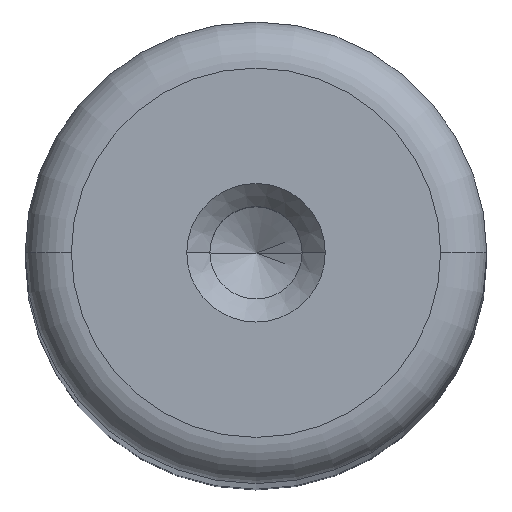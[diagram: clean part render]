
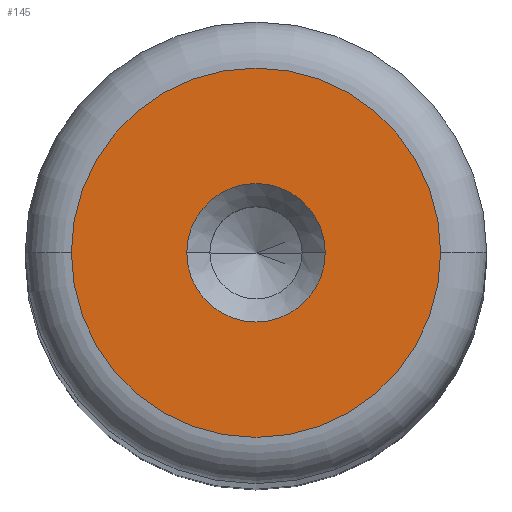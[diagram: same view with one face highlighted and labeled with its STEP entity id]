
A CAD part, top view. The second image highlights one B-rep face of the part: STEP entity #145.
In plain terms, the highlighted planar face has unit normal (0, 0, 1).
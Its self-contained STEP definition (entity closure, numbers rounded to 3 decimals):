
#20 = CIRCLE ( 'NONE', #328, 1.5 ) ;
#47 = DIRECTION ( 'NONE',  ( 1., 0., 0. ) ) ;
#50 = CIRCLE ( 'NONE', #1237, 4. ) ;
#107 = EDGE_CURVE ( 'NONE', #167, #1516, #1533, .T. ) ;
#131 = AXIS2_PLACEMENT_3D ( 'NONE', #1200, #1291, #1089 ) ;
#142 = EDGE_LOOP ( 'NONE', ( #776, #1310 ) ) ;
#145 = ADVANCED_FACE ( 'NONE', ( #886, #490 ), #1094, .T. ) ;
#167 = VERTEX_POINT ( 'NONE', #837 ) ;
#252 = DIRECTION ( 'NONE',  ( 0., 0., 1. ) ) ;
#278 = CARTESIAN_POINT ( 'NONE',  ( 4., 0., 80. ) ) ;
#323 = CARTESIAN_POINT ( 'NONE',  ( 0., 0., 80. ) ) ;
#328 = AXIS2_PLACEMENT_3D ( 'NONE', #323, #1159, #451 ) ;
#335 = VERTEX_POINT ( 'NONE', #863 ) ;
#351 = CARTESIAN_POINT ( 'NONE',  ( 0., 0., 80. ) ) ;
#367 = VERTEX_POINT ( 'NONE', #1459 ) ;
#451 = DIRECTION ( 'NONE',  ( 1., 0., 0. ) ) ;
#490 = FACE_OUTER_BOUND ( 'NONE', #814, .T. ) ;
#562 = EDGE_CURVE ( 'NONE', #367, #335, #601, .T. ) ;
#601 = CIRCLE ( 'NONE', #1487, 1.5 ) ;
#677 = DIRECTION ( 'NONE',  ( 0., 0., 1. ) ) ;
#776 = ORIENTED_EDGE ( 'NONE', *, *, #1265, .F. ) ;
#790 = DIRECTION ( 'NONE',  ( 0., 0., 1. ) ) ;
#814 = EDGE_LOOP ( 'NONE', ( #1375, #1230 ) ) ;
#837 = CARTESIAN_POINT ( 'NONE',  ( -4., 0., 80. ) ) ;
#863 = CARTESIAN_POINT ( 'NONE',  ( 1.5, 0., 80. ) ) ;
#886 = FACE_BOUND ( 'NONE', #142, .T. ) ;
#1089 = DIRECTION ( 'NONE',  ( 1., 0., 0. ) ) ;
#1094 = PLANE ( 'NONE',  #131 ) ;
#1159 = DIRECTION ( 'NONE',  ( 0., 0., 1. ) ) ;
#1186 = EDGE_CURVE ( 'NONE', #1516, #167, #50, .T. ) ;
#1200 = CARTESIAN_POINT ( 'NONE',  ( 0., 0., 80. ) ) ;
#1230 = ORIENTED_EDGE ( 'NONE', *, *, #107, .T. ) ;
#1237 = AXIS2_PLACEMENT_3D ( 'NONE', #1378, #677, #1486 ) ;
#1265 = EDGE_CURVE ( 'NONE', #335, #367, #20, .T. ) ;
#1282 = AXIS2_PLACEMENT_3D ( 'NONE', #351, #252, #1539 ) ;
#1291 = DIRECTION ( 'NONE',  ( 0., 0., 1. ) ) ;
#1310 = ORIENTED_EDGE ( 'NONE', *, *, #562, .F. ) ;
#1375 = ORIENTED_EDGE ( 'NONE', *, *, #1186, .T. ) ;
#1378 = CARTESIAN_POINT ( 'NONE',  ( 0., 0., 80. ) ) ;
#1459 = CARTESIAN_POINT ( 'NONE',  ( -1.5, 0., 80. ) ) ;
#1481 = CARTESIAN_POINT ( 'NONE',  ( 0., 0., 80. ) ) ;
#1486 = DIRECTION ( 'NONE',  ( 1., 0., 0. ) ) ;
#1487 = AXIS2_PLACEMENT_3D ( 'NONE', #1481, #790, #47 ) ;
#1516 = VERTEX_POINT ( 'NONE', #278 ) ;
#1533 = CIRCLE ( 'NONE', #1282, 4. ) ;
#1539 = DIRECTION ( 'NONE',  ( 1., 0., 0. ) ) ;
